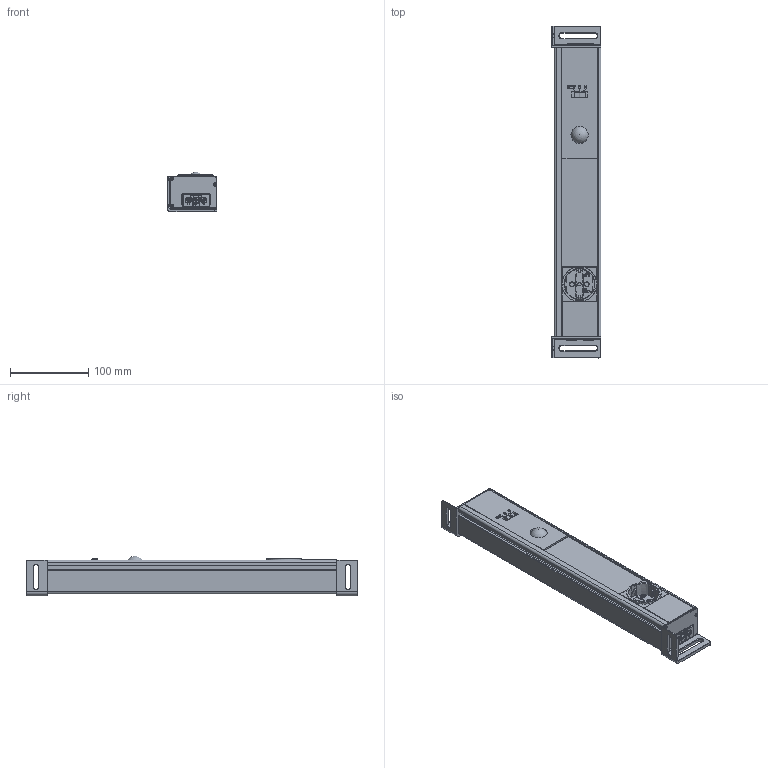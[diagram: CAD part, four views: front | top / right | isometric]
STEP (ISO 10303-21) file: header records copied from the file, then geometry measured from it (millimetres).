
FILE_DESCRIPTION(/* description */ (''),/* implementation_level */ '2;1');
FILE_NAME(/* name */ '110341_LED-A-325-B-E-VK.stp',/* time_stamp */ '2025-10-06T17:24:50+02:00',/* author */ ('CAD'),/* organization */ (''),/* preprocessor_version */ 'ST-DEVELOPER v15.6',/* originating_system */ 'Autodesk Inventor 2015',/* authorisation */ '');
FILE_SCHEMA (('AUTOMOTIVE_DESIGN { 1 0 10303 214 3 1 1 }'));
Products named in the file (1): 110341_LED-A-325-B-E-VK_Shrinkwrap_1
Bounding box: 64 x 425 x 50.6 mm (x, y, z)
Surface area: 195322.4 mm2 (no closed solid volume)
Topology: 0 solids, 109 shells, 1601 faces, 6137 edges, 4634 vertices
Faces by surface type: plane 1186, cylinder 304, bspline 48, cone 36, sphere 17, torus 10
Full cylindrical faces by diameter (mm): 1.2 x3, 2.5 x4, 2.797 x1, 2.8 x2, 3.3 x2, 5.5 x2, 8.2 x1, 20.902 x1, 22 x1, 25 x1, 26 x1, 28 x1
Entity records: 68541 total; most frequent: CARTESIAN_POINT 17328, ORIENTED_EDGE 9897, DIRECTION 9659, EDGE_CURVE 6082, LINE 4779, VECTOR 4779, VERTEX_POINT 4625, AXIS2_PLACEMENT_3D 2440
